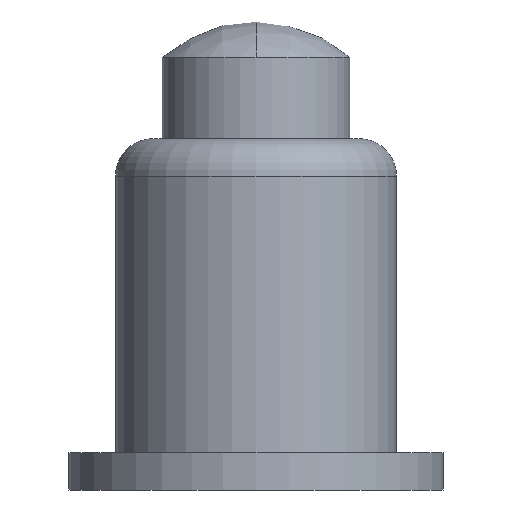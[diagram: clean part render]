
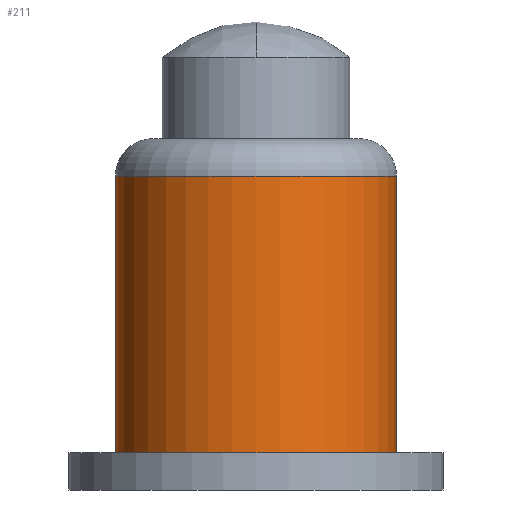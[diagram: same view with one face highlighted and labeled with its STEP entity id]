
A CAD part, front view. The second image highlights one B-rep face of the part: STEP entity #211.
In plain terms, the highlighted cylindrical face has radius 0.3 mm (diameter 0.6 mm), a partial arc.
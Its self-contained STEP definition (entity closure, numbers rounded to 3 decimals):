
#22 = CARTESIAN_POINT ( 'NONE',  ( 0., 0., 0. ) ) ;
#32 = EDGE_CURVE ( 'NONE', #66, #83, #367, .T. ) ;
#45 = VECTOR ( 'NONE', #374, 1000. ) ;
#50 = EDGE_CURVE ( 'NONE', #66, #240, #284, .T. ) ;
#52 = CYLINDRICAL_SURFACE ( 'NONE', #280, 0.3 ) ;
#66 = VERTEX_POINT ( 'NONE', #259 ) ;
#78 = FACE_OUTER_BOUND ( 'NONE', #112, .T. ) ;
#83 = VERTEX_POINT ( 'NONE', #377 ) ;
#112 = EDGE_LOOP ( 'NONE', ( #116, #361, #182, #384 ) ) ;
#116 = ORIENTED_EDGE ( 'NONE', *, *, #50, .F. ) ;
#118 = DIRECTION ( 'NONE',  ( 0., 0., 1. ) ) ;
#124 = VERTEX_POINT ( 'NONE', #130 ) ;
#127 = CARTESIAN_POINT ( 'NONE',  ( 0., 0., -0.92 ) ) ;
#128 = DIRECTION ( 'NONE',  ( 0., 0., -1. ) ) ;
#130 = CARTESIAN_POINT ( 'NONE',  ( 0.3, 0., -0.33 ) ) ;
#136 = CARTESIAN_POINT ( 'NONE',  ( 0.3, 0., 0. ) ) ;
#155 = AXIS2_PLACEMENT_3D ( 'NONE', #127, #118, #160 ) ;
#160 = DIRECTION ( 'NONE',  ( 1., 0., 0. ) ) ;
#182 = ORIENTED_EDGE ( 'NONE', *, *, #315, .T. ) ;
#194 = LINE ( 'NONE', #136, #45 ) ;
#211 = ADVANCED_FACE ( 'NONE', ( #78 ), #52, .T. ) ;
#221 = CARTESIAN_POINT ( 'NONE',  ( -0.3, 0., -0.33 ) ) ;
#222 = AXIS2_PLACEMENT_3D ( 'NONE', #349, #128, #324 ) ;
#240 = VERTEX_POINT ( 'NONE', #221 ) ;
#246 = DIRECTION ( 'NONE',  ( 1., 0., 0. ) ) ;
#254 = VECTOR ( 'NONE', #363, 1000. ) ;
#259 = CARTESIAN_POINT ( 'NONE',  ( -0.3, 0., -0.92 ) ) ;
#275 = CARTESIAN_POINT ( 'NONE',  ( -0.3, 0., 0. ) ) ;
#280 = AXIS2_PLACEMENT_3D ( 'NONE', #22, #381, #246 ) ;
#284 = LINE ( 'NONE', #275, #254 ) ;
#303 = CIRCLE ( 'NONE', #222, 0.3 ) ;
#315 = EDGE_CURVE ( 'NONE', #83, #124, #194, .T. ) ;
#324 = DIRECTION ( 'NONE',  ( -1., 0., 0. ) ) ;
#329 = EDGE_CURVE ( 'NONE', #124, #240, #303, .T. ) ;
#349 = CARTESIAN_POINT ( 'NONE',  ( 0., 0., -0.33 ) ) ;
#361 = ORIENTED_EDGE ( 'NONE', *, *, #32, .T. ) ;
#363 = DIRECTION ( 'NONE',  ( 0., 0., 1. ) ) ;
#367 = CIRCLE ( 'NONE', #155, 0.3 ) ;
#374 = DIRECTION ( 'NONE',  ( 0., 0., 1. ) ) ;
#377 = CARTESIAN_POINT ( 'NONE',  ( 0.3, 0., -0.92 ) ) ;
#381 = DIRECTION ( 'NONE',  ( 0., 0., 1. ) ) ;
#384 = ORIENTED_EDGE ( 'NONE', *, *, #329, .T. ) ;
